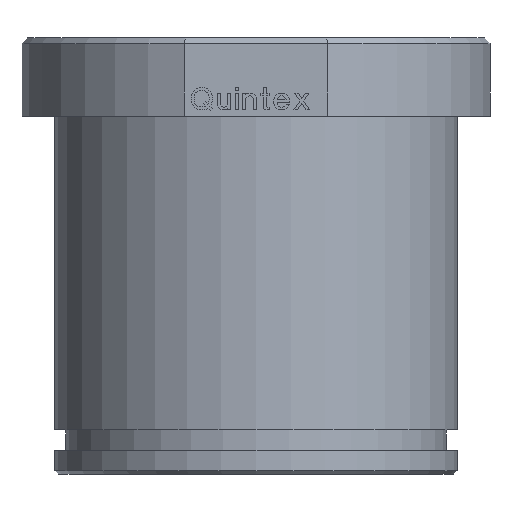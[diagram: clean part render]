
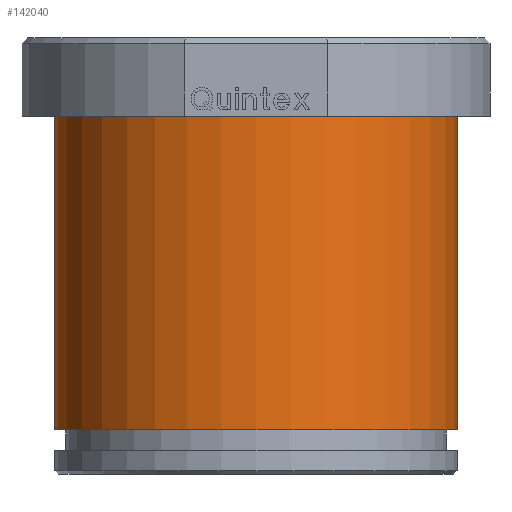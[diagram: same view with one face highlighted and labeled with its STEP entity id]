
A CAD part, front view. The second image highlights one B-rep face of the part: STEP entity #142040.
In plain terms, the highlighted cylindrical face has radius 17.985 mm (diameter 35.97 mm), a partial arc.
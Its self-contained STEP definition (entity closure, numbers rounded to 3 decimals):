
#270=CARTESIAN_POINT('',(61.,44.,19.));
#280=DIRECTION('',(0.,0.,1.));
#290=DIRECTION('',(1.,0.,0.));
#300=AXIS2_PLACEMENT_3D('',#270,#280,#290);
#310=CIRCLE('',#300,17.985);
#320=CARTESIAN_POINT('',(78.985,44.,19.));
#330=VERTEX_POINT('177687-1178694188-15c55b27c6-0 21367',#320);
#340=CARTESIAN_POINT('',(43.015,44.,19.));
#350=VERTEX_POINT('',#340);
#380=EDGE_CURVE('177687-1178694188-15c55b27c6-0 21365',#350,#330,#310,
.T.);
#141360=CARTESIAN_POINT('',(61.,44.,0.));
#141370=DIRECTION('',(0.,0.,1.));
#141380=DIRECTION('',(1.,0.,0.));
#141390=AXIS2_PLACEMENT_3D('',#141360,#141370,#141380);
#141400=CYLINDRICAL_SURFACE('',#141390,17.985);
#141780=CARTESIAN_POINT('',(43.015,44.,0.));
#141790=DIRECTION('',(0.,0.,1.));
#141800=VECTOR('',#141790,1.);
#141810=LINE('',#141780,#141800);
#141820=CARTESIAN_POINT('',(43.015,44.,-9.05));
#141830=VERTEX_POINT('',#141820);
#141840=EDGE_CURVE('',#141830,#350,#141810,.T.);
#141850=ORIENTED_EDGE('',*,*,#141840,.F.);
#141860=ORIENTED_EDGE('',*,*,#380,.F.);
#141870=CARTESIAN_POINT('',(78.985,44.,0.));
#141880=DIRECTION('',(0.,0.,1.));
#141890=VECTOR('',#141880,1.);
#141900=LINE('',#141870,#141890);
#141910=CARTESIAN_POINT('',(78.985,44.,-9.05));
#141920=VERTEX_POINT('203044-1196329278-15c55b27c6-0 211490',#141910);
#141930=EDGE_CURVE('',#141920,#330,#141900,.T.);
#141940=ORIENTED_EDGE('',*,*,#141930,.T.);
#141950=CARTESIAN_POINT('',(61.,44.,-9.05));
#141960=DIRECTION('',(0.,0.,1.));
#141970=DIRECTION('',(1.,0.,0.));
#141980=AXIS2_PLACEMENT_3D('',#141950,#141960,#141970);
#141990=CIRCLE('',#141980,17.985);
#142000=EDGE_CURVE('203044-1196329278-15c55b27c6-0 211491',#141830,
#141920,#141990,.T.);
#142010=ORIENTED_EDGE('',*,*,#142000,.T.);
#142020=EDGE_LOOP('',(#142010,#141940,#141860,#141850));
#142030=FACE_OUTER_BOUND('',#142020,.T.);
#142040=ADVANCED_FACE('203044-1196329278-15c55b27c6-0 211865',(#142030),
#141400,.T.);
